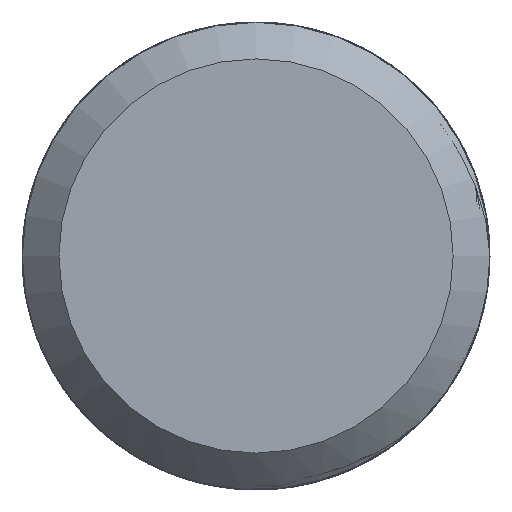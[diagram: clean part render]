
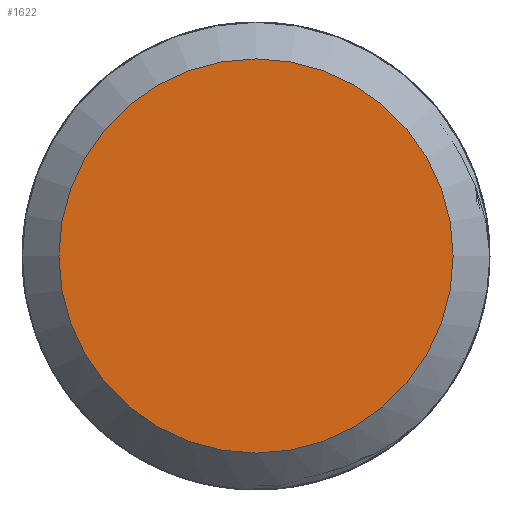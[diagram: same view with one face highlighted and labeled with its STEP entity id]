
A CAD part, front view. The second image highlights one B-rep face of the part: STEP entity #1622.
In plain terms, the highlighted planar face has unit normal (0, -1, 0).
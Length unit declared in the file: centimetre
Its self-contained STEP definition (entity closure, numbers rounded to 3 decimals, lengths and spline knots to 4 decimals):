
#18=PLANE('',#1729);
#107=FACE_OUTER_BOUND('',#194,.T.);
#194=EDGE_LOOP('',(#1454));
#202=CIRCLE('',#1727,0.25);
#695=VERTEX_POINT('',#7173);
#948=EDGE_CURVE('',#695,#695,#202,.T.);
#1454=ORIENTED_EDGE('',*,*,#948,.F.);
#1622=ADVANCED_FACE('',(#107),#18,.F.);
#1727=AXIS2_PLACEMENT_3D('',#7175,#1992,#1993);
#1729=AXIS2_PLACEMENT_3D('',#7177,#1996,#1997);
#1992=DIRECTION('center_axis',(0.,1.,0.));
#1993=DIRECTION('ref_axis',(1.,0.,0.));
#1996=DIRECTION('center_axis',(0.,1.,0.));
#1997=DIRECTION('ref_axis',(1.,0.,0.));
#7173=CARTESIAN_POINT('',(-0.25,0.,0.));
#7175=CARTESIAN_POINT('Origin',(0.,0.,0.));
#7177=CARTESIAN_POINT('Origin',(0.,0.,0.));
